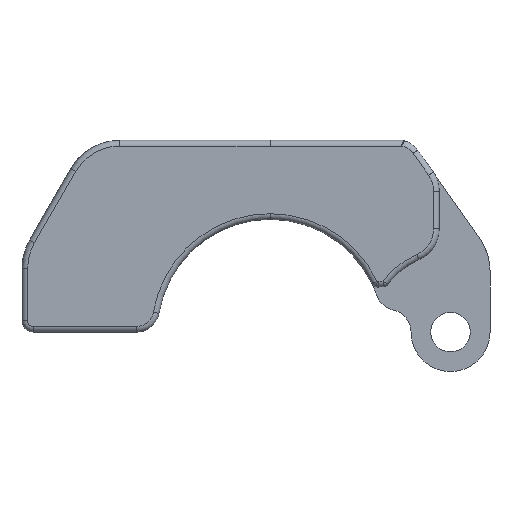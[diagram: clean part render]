
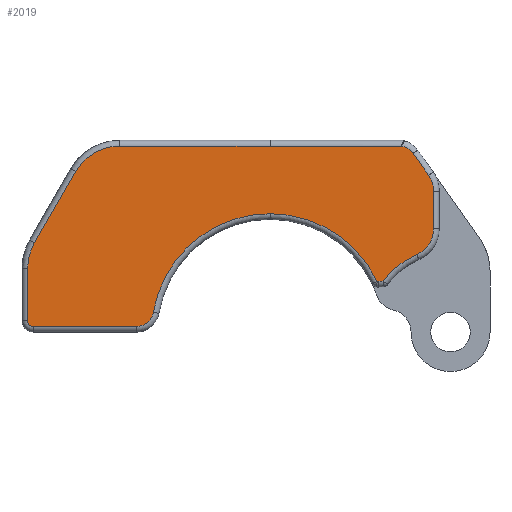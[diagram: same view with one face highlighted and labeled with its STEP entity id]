
A CAD part, left-side view. The second image highlights one B-rep face of the part: STEP entity #2019.
In plain terms, the highlighted planar face has unit normal (-1, 0, 0).
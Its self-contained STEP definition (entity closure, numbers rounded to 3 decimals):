
#593=CARTESIAN_POINT('Vertex',(0.,0.,10.5)) ;
#600=CARTESIAN_POINT('Vertex',(0.,-9.485,4.503)) ;
#603=CARTESIAN_POINT('Axis2P3D Location',(0.,0.,0.)) ;
#688=CARTESIAN_POINT('Vertex',(0.,-9.607,4.5)) ;
#691=CARTESIAN_POINT('Axis2P3D Location',(0.,-9.607,7.)) ;
#731=CARTESIAN_POINT('Vertex',(0.,-10.027,4.535)) ;
#734=CARTESIAN_POINT('Axis2P3D Location',(0.,-9.607,7.)) ;
#819=CARTESIAN_POINT('Vertex',(0.,-13.,6.874)) ;
#822=CARTESIAN_POINT('Axis2P3D Location',(0.,-16.,0.)) ;
#867=CARTESIAN_POINT('Vertex',(0.,-14.5,9.165)) ;
#870=CARTESIAN_POINT('Axis2P3D Location',(0.,-12.,9.165)) ;
#915=CARTESIAN_POINT('Vertex',(0.,-14.5,12.481)) ;
#918=CARTESIAN_POINT('Line Origine',(0.,-14.5,8.5)) ;
#963=CARTESIAN_POINT('Vertex',(0.,-14.048,13.915)) ;
#966=CARTESIAN_POINT('Axis2P3D Location',(0.,-12.,12.481)) ;
#1065=CARTESIAN_POINT('Vertex',(0.,-12.686,15.86)) ;
#1068=CARTESIAN_POINT('Line Origine',(0.,-15.953,11.193)) ;
#1902=CARTESIAN_POINT('Vertex',(0.,10.353,1.75)) ;
#1905=CARTESIAN_POINT('Axis2P3D Location',(0.,0.,0.)) ;
#1917=CARTESIAN_POINT('Axis2P3D Location',(0.,0.,0.)) ;
#1922=CARTESIAN_POINT('Line Origine',(0.,-11.635,16.494)) ;
#1926=CARTESIAN_POINT('Vertex',(0.,-11.639,16.489)) ;
#1928=CARTESIAN_POINT('Vertex',(0.,-11.631,16.5)) ;
#1931=CARTESIAN_POINT('Line Origine',(0.,-5.815,16.5)) ;
#1935=CARTESIAN_POINT('Vertex',(0.,0.,16.5)) ;
#1938=CARTESIAN_POINT('Line Origine',(0.,6.67,16.5)) ;
#1942=CARTESIAN_POINT('Vertex',(0.,13.34,16.5)) ;
#1945=CARTESIAN_POINT('Axis2P3D Location',(0.,13.34,12.)) ;
#1949=CARTESIAN_POINT('Vertex',(0.,17.237,14.25)) ;
#1952=CARTESIAN_POINT('Line Origine',(0.,19.067,11.08)) ;
#1956=CARTESIAN_POINT('Vertex',(0.,20.897,7.91)) ;
#1959=CARTESIAN_POINT('Axis2P3D Location',(0.,17.,5.66)) ;
#1963=CARTESIAN_POINT('Vertex',(0.,21.5,5.66)) ;
#1966=CARTESIAN_POINT('Line Origine',(0.,21.5,3.33)) ;
#1970=CARTESIAN_POINT('Vertex',(0.,21.5,1.)) ;
#1973=CARTESIAN_POINT('Axis2P3D Location',(0.,21.,1.)) ;
#1977=CARTESIAN_POINT('Vertex',(0.,21.,0.5)) ;
#1980=CARTESIAN_POINT('Line Origine',(0.,16.416,0.5)) ;
#1984=CARTESIAN_POINT('Vertex',(0.,11.832,0.5)) ;
#1987=CARTESIAN_POINT('Axis2P3D Location',(0.,11.832,2.)) ;
#1992=CARTESIAN_POINT('Axis2P3D Location',(0.,-11.457,15.)) ;
#604=DIRECTION('Axis2P3D Direction',(1.,-0.,0.)) ;
#692=DIRECTION('Axis2P3D Direction',(1.,0.,0.)) ;
#735=DIRECTION('Axis2P3D Direction',(1.,-0.,0.)) ;
#823=DIRECTION('Axis2P3D Direction',(1.,0.,0.)) ;
#871=DIRECTION('Axis2P3D Direction',(1.,0.,0.)) ;
#919=DIRECTION('Vector Direction',(0.,0.,1.)) ;
#967=DIRECTION('Axis2P3D Direction',(1.,-0.,0.)) ;
#1069=DIRECTION('Vector Direction',(0.,0.574,0.819)) ;
#1906=DIRECTION('Axis2P3D Direction',(1.,0.,0.)) ;
#1918=DIRECTION('Axis2P3D Direction',(1.,0.,0.)) ;
#1919=DIRECTION('Axis2P3D XDirection',(0.,1.,0.)) ;
#1923=DIRECTION('Vector Direction',(0.,0.614,0.789)) ;
#1932=DIRECTION('Vector Direction',(0.,1.,0.)) ;
#1939=DIRECTION('Vector Direction',(0.,1.,0.)) ;
#1946=DIRECTION('Axis2P3D Direction',(1.,0.,0.)) ;
#1953=DIRECTION('Vector Direction',(0.,0.5,-0.866)) ;
#1960=DIRECTION('Axis2P3D Direction',(1.,0.,0.)) ;
#1967=DIRECTION('Vector Direction',(0.,0.,-1.)) ;
#1974=DIRECTION('Axis2P3D Direction',(1.,0.,0.)) ;
#1981=DIRECTION('Vector Direction',(0.,-1.,0.)) ;
#1988=DIRECTION('Axis2P3D Direction',(1.,0.,0.)) ;
#1993=DIRECTION('Axis2P3D Direction',(1.,0.,0.)) ;
#605=AXIS2_PLACEMENT_3D('Circle Axis2P3D',#603,#604,$) ;
#693=AXIS2_PLACEMENT_3D('Circle Axis2P3D',#691,#692,$) ;
#736=AXIS2_PLACEMENT_3D('Circle Axis2P3D',#734,#735,$) ;
#824=AXIS2_PLACEMENT_3D('Circle Axis2P3D',#822,#823,$) ;
#872=AXIS2_PLACEMENT_3D('Circle Axis2P3D',#870,#871,$) ;
#968=AXIS2_PLACEMENT_3D('Circle Axis2P3D',#966,#967,$) ;
#1907=AXIS2_PLACEMENT_3D('Circle Axis2P3D',#1905,#1906,$) ;
#1920=AXIS2_PLACEMENT_3D('Plane Axis2P3D',#1917,#1918,#1919) ;
#1947=AXIS2_PLACEMENT_3D('Circle Axis2P3D',#1945,#1946,$) ;
#1961=AXIS2_PLACEMENT_3D('Circle Axis2P3D',#1959,#1960,$) ;
#1975=AXIS2_PLACEMENT_3D('Circle Axis2P3D',#1973,#1974,$) ;
#1989=AXIS2_PLACEMENT_3D('Circle Axis2P3D',#1987,#1988,$) ;
#1994=AXIS2_PLACEMENT_3D('Circle Axis2P3D',#1992,#1993,$) ;
#1998=ORIENTED_EDGE('',*,*,#1930,.T.) ;
#1999=ORIENTED_EDGE('',*,*,#1937,.T.) ;
#2000=ORIENTED_EDGE('',*,*,#1944,.T.) ;
#2001=ORIENTED_EDGE('',*,*,#1951,.T.) ;
#2002=ORIENTED_EDGE('',*,*,#1958,.T.) ;
#2003=ORIENTED_EDGE('',*,*,#1965,.T.) ;
#2004=ORIENTED_EDGE('',*,*,#1972,.T.) ;
#2005=ORIENTED_EDGE('',*,*,#1979,.T.) ;
#2006=ORIENTED_EDGE('',*,*,#1986,.T.) ;
#2007=ORIENTED_EDGE('',*,*,#1991,.T.) ;
#2008=ORIENTED_EDGE('',*,*,#1909,.T.) ;
#2009=ORIENTED_EDGE('',*,*,#607,.T.) ;
#2010=ORIENTED_EDGE('',*,*,#695,.T.) ;
#2011=ORIENTED_EDGE('',*,*,#738,.T.) ;
#2012=ORIENTED_EDGE('',*,*,#826,.T.) ;
#2013=ORIENTED_EDGE('',*,*,#874,.T.) ;
#2014=ORIENTED_EDGE('',*,*,#922,.T.) ;
#2015=ORIENTED_EDGE('',*,*,#970,.T.) ;
#2016=ORIENTED_EDGE('',*,*,#1072,.T.) ;
#2017=ORIENTED_EDGE('',*,*,#1996,.T.) ;
#920=VECTOR('Line Direction',#919,1.) ;
#1070=VECTOR('Line Direction',#1069,1.) ;
#1924=VECTOR('Line Direction',#1923,1.) ;
#1933=VECTOR('Line Direction',#1932,1.) ;
#1940=VECTOR('Line Direction',#1939,1.) ;
#1954=VECTOR('Line Direction',#1953,1.) ;
#1968=VECTOR('Line Direction',#1967,1.) ;
#1982=VECTOR('Line Direction',#1981,1.) ;
#2019=ADVANCED_FACE('PartBody',(#2018),#1921,.F.) ;
#606=CIRCLE('generated circle',#605,10.5) ;
#694=CIRCLE('generated circle',#693,2.5) ;
#737=CIRCLE('generated circle',#736,2.5) ;
#825=CIRCLE('generated circle',#824,7.5) ;
#873=CIRCLE('generated circle',#872,2.5) ;
#969=CIRCLE('generated circle',#968,2.5) ;
#1908=CIRCLE('generated circle',#1907,10.5) ;
#1948=CIRCLE('generated circle',#1947,4.5) ;
#1962=CIRCLE('generated circle',#1961,4.5) ;
#1976=CIRCLE('generated circle',#1975,0.5) ;
#1990=CIRCLE('generated circle',#1989,1.5) ;
#1995=CIRCLE('generated circle',#1994,1.5) ;
#607=EDGE_CURVE('',#594,#601,#606,.T.) ;
#695=EDGE_CURVE('',#601,#689,#694,.F.) ;
#738=EDGE_CURVE('',#689,#732,#737,.F.) ;
#826=EDGE_CURVE('',#732,#820,#825,.T.) ;
#874=EDGE_CURVE('',#820,#868,#873,.F.) ;
#922=EDGE_CURVE('',#868,#916,#921,.T.) ;
#970=EDGE_CURVE('',#916,#964,#969,.F.) ;
#1072=EDGE_CURVE('',#964,#1066,#1071,.T.) ;
#1909=EDGE_CURVE('',#1903,#594,#1908,.T.) ;
#1930=EDGE_CURVE('',#1927,#1929,#1925,.T.) ;
#1937=EDGE_CURVE('',#1929,#1936,#1934,.T.) ;
#1944=EDGE_CURVE('',#1936,#1943,#1941,.T.) ;
#1951=EDGE_CURVE('',#1943,#1950,#1948,.F.) ;
#1958=EDGE_CURVE('',#1950,#1957,#1955,.T.) ;
#1965=EDGE_CURVE('',#1957,#1964,#1962,.F.) ;
#1972=EDGE_CURVE('',#1964,#1971,#1969,.T.) ;
#1979=EDGE_CURVE('',#1971,#1978,#1976,.F.) ;
#1986=EDGE_CURVE('',#1978,#1985,#1983,.T.) ;
#1991=EDGE_CURVE('',#1985,#1903,#1990,.F.) ;
#1996=EDGE_CURVE('',#1066,#1927,#1995,.F.) ;
#1997=EDGE_LOOP('',(#1998,#1999,#2000,#2001,#2002,#2003,#2004,#2005,#2006,#2007,#2008,#2009,#2010,#2011,#2012,#2013,#2014,#2015,#2016,#2017)) ;
#2018=FACE_OUTER_BOUND('',#1997,.T.) ;
#921=LINE('Line',#918,#920) ;
#1071=LINE('Line',#1068,#1070) ;
#1925=LINE('Line',#1922,#1924) ;
#1934=LINE('Line',#1931,#1933) ;
#1941=LINE('Line',#1938,#1940) ;
#1955=LINE('Line',#1952,#1954) ;
#1969=LINE('Line',#1966,#1968) ;
#1983=LINE('Line',#1980,#1982) ;
#1921=PLANE('',#1920) ;
#594=VERTEX_POINT('',#593) ;
#601=VERTEX_POINT('',#600) ;
#689=VERTEX_POINT('',#688) ;
#732=VERTEX_POINT('',#731) ;
#820=VERTEX_POINT('',#819) ;
#868=VERTEX_POINT('',#867) ;
#916=VERTEX_POINT('',#915) ;
#964=VERTEX_POINT('',#963) ;
#1066=VERTEX_POINT('',#1065) ;
#1903=VERTEX_POINT('',#1902) ;
#1927=VERTEX_POINT('',#1926) ;
#1929=VERTEX_POINT('',#1928) ;
#1936=VERTEX_POINT('',#1935) ;
#1943=VERTEX_POINT('',#1942) ;
#1950=VERTEX_POINT('',#1949) ;
#1957=VERTEX_POINT('',#1956) ;
#1964=VERTEX_POINT('',#1963) ;
#1971=VERTEX_POINT('',#1970) ;
#1978=VERTEX_POINT('',#1977) ;
#1985=VERTEX_POINT('',#1984) ;
